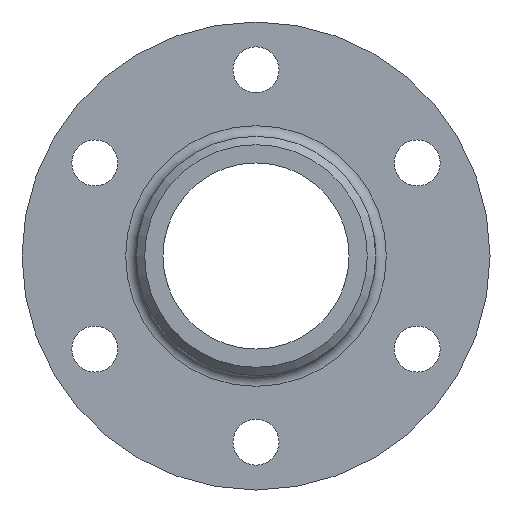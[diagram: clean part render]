
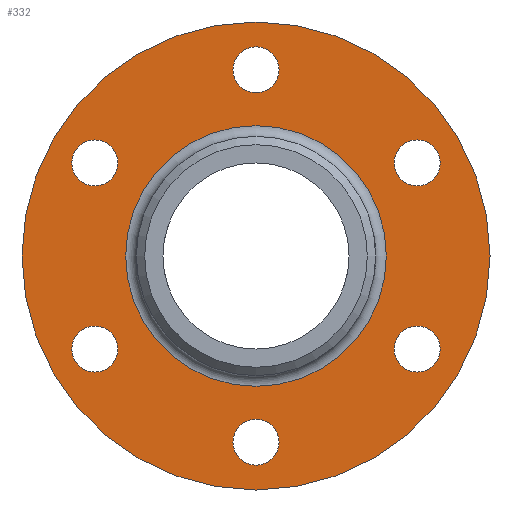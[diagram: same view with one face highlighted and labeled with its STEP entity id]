
A CAD part, left-side view. The second image highlights one B-rep face of the part: STEP entity #332.
In plain terms, the highlighted planar face has unit normal (-1, 0, 0).
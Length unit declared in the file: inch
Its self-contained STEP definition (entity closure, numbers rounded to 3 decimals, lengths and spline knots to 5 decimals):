
#36=FACE_BOUND('',#88,.T.);
#37=FACE_BOUND('',#89,.T.);
#38=FACE_BOUND('',#90,.T.);
#39=FACE_BOUND('',#91,.T.);
#40=FACE_BOUND('',#92,.T.);
#41=FACE_BOUND('',#93,.T.);
#42=FACE_BOUND('',#94,.T.);
#45=PLANE('',#392);
#61=FACE_OUTER_BOUND('',#87,.T.);
#87=EDGE_LOOP('',(#297));
#88=EDGE_LOOP('',(#298));
#89=EDGE_LOOP('',(#299));
#90=EDGE_LOOP('',(#300));
#91=EDGE_LOOP('',(#301));
#92=EDGE_LOOP('',(#302));
#93=EDGE_LOOP('',(#303));
#94=EDGE_LOOP('',(#304));
#124=CIRCLE('',#358,0.10827);
#126=CIRCLE('',#361,0.10827);
#128=CIRCLE('',#364,0.10827);
#130=CIRCLE('',#367,0.10827);
#132=CIRCLE('',#370,0.10827);
#134=CIRCLE('',#373,0.10827);
#138=CIRCLE('',#382,1.1);
#144=CIRCLE('',#390,0.61279);
#146=VERTEX_POINT('',#489);
#148=VERTEX_POINT('',#495);
#150=VERTEX_POINT('',#501);
#152=VERTEX_POINT('',#507);
#154=VERTEX_POINT('',#513);
#156=VERTEX_POINT('',#519);
#169=VERTEX_POINT('',#691);
#174=VERTEX_POINT('',#705);
#177=EDGE_CURVE('',#146,#146,#124,.T.);
#180=EDGE_CURVE('',#148,#148,#126,.T.);
#183=EDGE_CURVE('',#150,#150,#128,.T.);
#186=EDGE_CURVE('',#152,#152,#130,.T.);
#189=EDGE_CURVE('',#154,#154,#132,.T.);
#192=EDGE_CURVE('',#156,#156,#134,.T.);
#208=EDGE_CURVE('',#169,#169,#138,.T.);
#216=EDGE_CURVE('',#174,#174,#144,.T.);
#297=ORIENTED_EDGE('',*,*,#208,.T.);
#298=ORIENTED_EDGE('',*,*,#177,.T.);
#299=ORIENTED_EDGE('',*,*,#180,.T.);
#300=ORIENTED_EDGE('',*,*,#183,.T.);
#301=ORIENTED_EDGE('',*,*,#186,.T.);
#302=ORIENTED_EDGE('',*,*,#189,.T.);
#303=ORIENTED_EDGE('',*,*,#192,.T.);
#304=ORIENTED_EDGE('',*,*,#216,.F.);
#332=ADVANCED_FACE('',(#61,#36,#37,#38,#39,#40,#41,#42),#45,.T.);
#358=AXIS2_PLACEMENT_3D('',#491,#401,#402);
#361=AXIS2_PLACEMENT_3D('',#497,#408,#409);
#364=AXIS2_PLACEMENT_3D('',#503,#415,#416);
#367=AXIS2_PLACEMENT_3D('',#509,#422,#423);
#370=AXIS2_PLACEMENT_3D('',#515,#429,#430);
#373=AXIS2_PLACEMENT_3D('',#521,#436,#437);
#382=AXIS2_PLACEMENT_3D('',#692,#457,#458);
#390=AXIS2_PLACEMENT_3D('',#707,#475,#476);
#392=AXIS2_PLACEMENT_3D('',#711,#481,#482);
#401=DIRECTION('center_axis',(1.,0.,0.));
#402=DIRECTION('ref_axis',(0.,0.,-1.));
#408=DIRECTION('center_axis',(1.,0.,0.));
#409=DIRECTION('ref_axis',(0.,0.,-1.));
#415=DIRECTION('center_axis',(1.,0.,0.));
#416=DIRECTION('ref_axis',(0.,0.,-1.));
#422=DIRECTION('center_axis',(1.,0.,0.));
#423=DIRECTION('ref_axis',(0.,0.,-1.));
#429=DIRECTION('center_axis',(1.,0.,0.));
#430=DIRECTION('ref_axis',(0.,0.,-1.));
#436=DIRECTION('center_axis',(1.,0.,0.));
#437=DIRECTION('ref_axis',(0.,0.,-1.));
#457=DIRECTION('center_axis',(-1.,0.,0.));
#458=DIRECTION('ref_axis',(0.,0.,1.));
#475=DIRECTION('center_axis',(-1.,0.,0.));
#476=DIRECTION('ref_axis',(0.,-1.,0.));
#481=DIRECTION('center_axis',(-1.,0.,0.));
#482=DIRECTION('ref_axis',(0.,-1.,0.));
#489=CARTESIAN_POINT('',(0.375,0.75777,-0.32923));
#491=CARTESIAN_POINT('Origin',(0.375,0.75777,-0.4375));
#495=CARTESIAN_POINT('',(0.375,-0.75777,-0.32923));
#497=CARTESIAN_POINT('Origin',(0.375,-0.75777,-0.4375));
#501=CARTESIAN_POINT('',(0.375,0.,0.98327));
#503=CARTESIAN_POINT('Origin',(0.375,0.,0.875));
#507=CARTESIAN_POINT('',(0.375,-0.75777,0.54577));
#509=CARTESIAN_POINT('Origin',(0.375,-0.75777,0.4375));
#513=CARTESIAN_POINT('',(0.375,0.,-0.76673));
#515=CARTESIAN_POINT('Origin',(0.375,0.,-0.875));
#519=CARTESIAN_POINT('',(0.375,0.75777,0.54577));
#521=CARTESIAN_POINT('Origin',(0.375,0.75777,0.4375));
#691=CARTESIAN_POINT('',(0.375,1.1,0.));
#692=CARTESIAN_POINT('Origin',(0.375,0.,0.));
#705=CARTESIAN_POINT('',(0.375,0.61279,0.));
#707=CARTESIAN_POINT('Origin',(0.375,0.,0.));
#711=CARTESIAN_POINT('Origin',(0.375,0.56279,0.));
